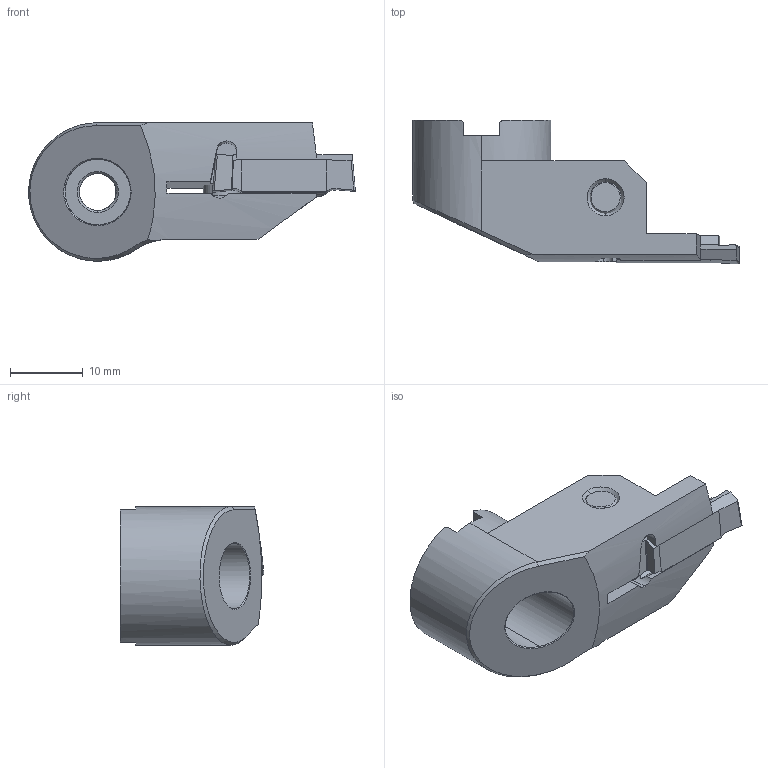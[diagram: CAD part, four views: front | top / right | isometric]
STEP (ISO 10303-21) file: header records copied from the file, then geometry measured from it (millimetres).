
FILE_DESCRIPTION(('no description'),'unknown implementation level');
FILE_NAME('0C195FC5-14E8-4DD3-A26C-BA5F3B33FA4D_export.stp',' ',('CIMSOURCE GmbH'),('CADClick - KiM GmbH - www.kimweb.de'),'unknown preprocess','ACIS','unknown authorization');
FILE_SCHEMA(('automotive_design'));
Length unit declared in the file: millimetre
Products named in the file (3): 626.945 Kaiser ENH 52 S4 73-90 R|690.183 Kaiser ETL M5x12A;Verrundung1; 626.945 Kaiser ENH 52 S4 73-90 R|958.425 Kaiser NP 4250 P20C_Einstechplatte 4mm;NONE; 626.945 Kaiser ENH 52 S4 73-90 R|626.945 Kaiser ENH 52 S4 73-90 R;Fase30
Bounding box: 44.85 x 19.76 x 19 mm (x, y, z)
Volume: 6514.9 mm3; surface area: 4161.1 mm2
Topology: 3 solids, 4 shells, 133 faces, 355 edges, 233 vertices
Faces by surface type: plane 82, cylinder 39, bspline 6, cone 4, torus 2
Entity records: 8883 total; most frequent: CARTESIAN_POINT 1564, STYLED_ITEM 724, PRESENTATION_STYLE_ASSIGNMENT 724, COLOUR_RGB 724, ORIENTED_EDGE 710, DIRECTION 640, EDGE_CURVE 355, CURVE_STYLE 355
